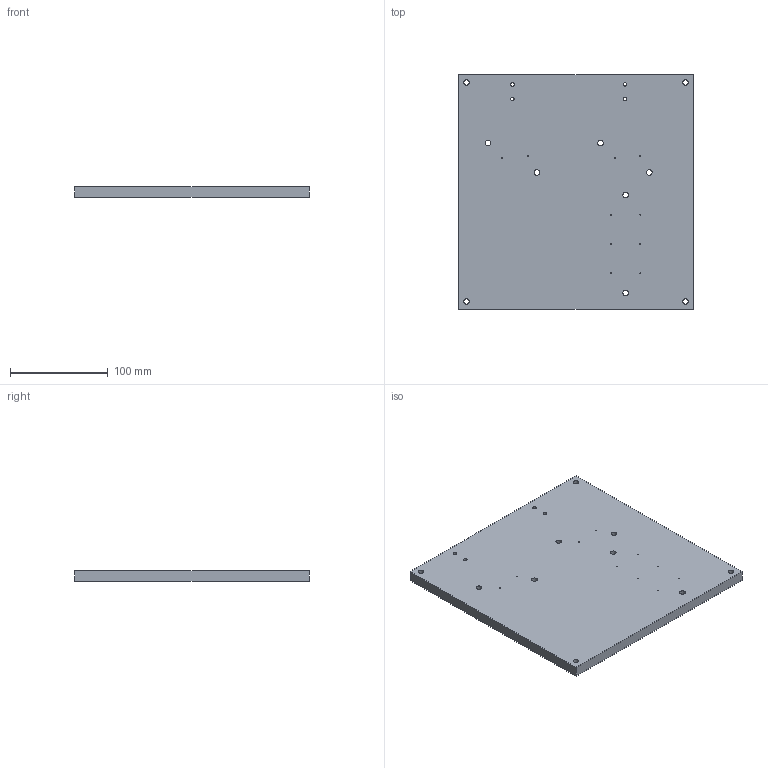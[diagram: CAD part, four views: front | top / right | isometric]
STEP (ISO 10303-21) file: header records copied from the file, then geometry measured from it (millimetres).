
FILE_DESCRIPTION(/* description */ ('STEP AP242','CAx-IF Rec.Pracs.---Representation and Presentation of Product Manufacturing Information (PMI)---4.0---2014-10-13','CAx-IF Rec.Pracs.---3D Tessellated Geometry---0.4---2014-09-14','2;1'),/* implementation_level */ '2;1');
FILE_NAME(/* name */ '658074fba7da423e317c4ee3',/* time_stamp */ '2023-12-18T16:36:11Z',/* author */ (''),/* organization */ (''),/* preprocessor_version */ 'ST-DEVELOPER v19.4',/* originating_system */ ' ',/* authorisation */ ' ');
FILE_SCHEMA (('AP242_MANAGED_MODEL_BASED_3D_ENGINEERING_MIM_LF { 1 0 10303 442 1 1 4 }'));
Length unit declared in the file: metre
Products named in the file (1): ????
Bounding box: 240 x 240 x 11 mm (x, y, z)
Volume: 630233.6 mm3; surface area: 127974.7 mm2
Topology: 1 solids, 1 shells, 30 faces, 84 edges, 56 vertices
Faces by surface type: cylinder 24, plane 6
Full cylindrical faces by diameter (mm): 1 x10, 3.7 x4, 5.7 x10
Entity records: 994 total; most frequent: DIRECTION 170, CARTESIAN_POINT 147, ORIENTED_EDGE 120, EDGE_LOOP 102, FACE_BOUND 102, AXIS2_PLACEMENT_3D 79, EDGE_CURVE 60, VERTEX_POINT 56
